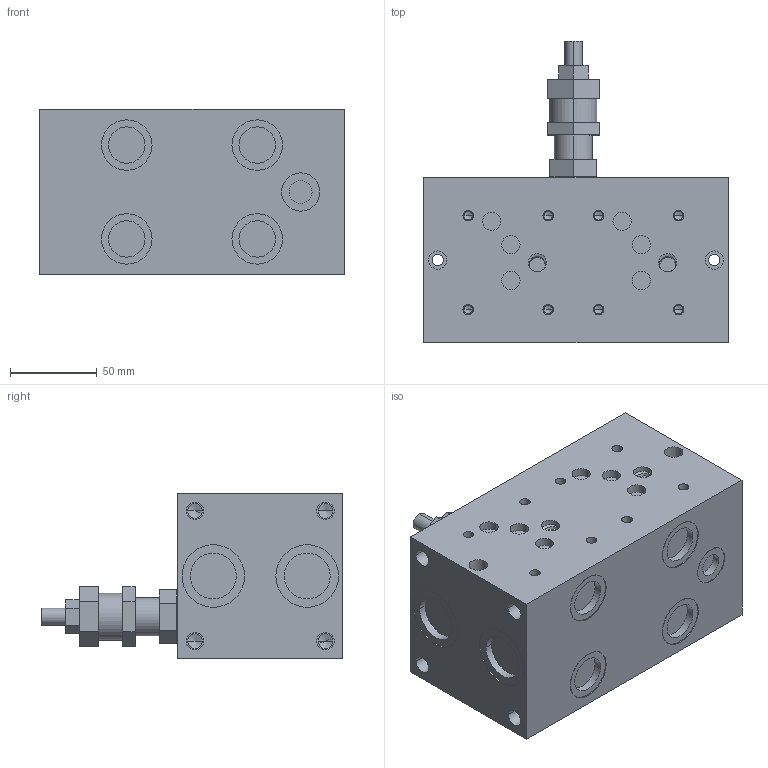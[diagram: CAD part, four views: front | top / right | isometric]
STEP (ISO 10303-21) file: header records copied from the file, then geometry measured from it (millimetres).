
FILE_DESCRIPTION(('STEP AP214'),'1');
FILE_NAME('tmp0.step',' ',(' '),(' '),'XStep 1.0',' ',' ');
FILE_SCHEMA(('automotive_design'));
Length unit declared in the file: millimetre
Bounding box: 175 x 173.5 x 95 mm (x, y, z)
Volume: 1572917.7 mm3; surface area: 107061.6 mm2
Topology: 2 solids, 2 shells, 235 faces, 520 edges, 326 vertices
Faces by surface type: cylinder 124, plane 81, cone 30
Entity records: 8799 total; most frequent: CARTESIAN_POINT 1561, DIRECTION 1206, ORIENTED_EDGE 992, EDGE_CURVE 496, AXIS2_PLACEMENT_3D 485, VERTEX_POINT 326, EDGE_LOOP 300, CIRCLE 242
